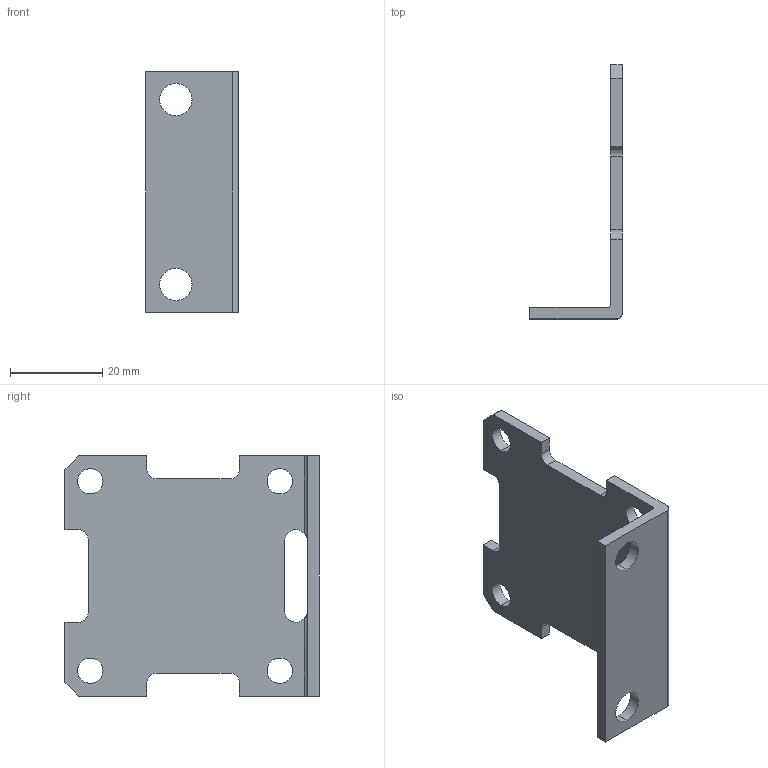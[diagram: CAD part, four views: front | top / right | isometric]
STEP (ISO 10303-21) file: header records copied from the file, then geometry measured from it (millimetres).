
FILE_DESCRIPTION (( 'STEP AP214' ), '1' );
FILE_NAME ('32 AB-FM.STEP', '2010-08-10T15:05:17', ( '' ), ( '' ), 'SwSTEP 2.0', 'SolidWorks 2010', '' );
FILE_SCHEMA (( 'AUTOMOTIVE_DESIGN' ));
Length unit declared in the file: millimetre
Products named in the file (1): 32   AB-FM
Bounding box: 20 x 55 x 52 mm (x, y, z)
Volume: 7985.1 mm3; surface area: 7433 mm2
Topology: 1 solids, 1 shells, 47 faces, 138 edges, 92 vertices
Faces by surface type: cylinder 24, plane 23
Entity records: 1654 total; most frequent: CARTESIAN_POINT 296, DIRECTION 278, ORIENTED_EDGE 276, EDGE_CURVE 138, AXIS2_PLACEMENT_3D 94, VERTEX_POINT 92, VECTOR 90, LINE 90
